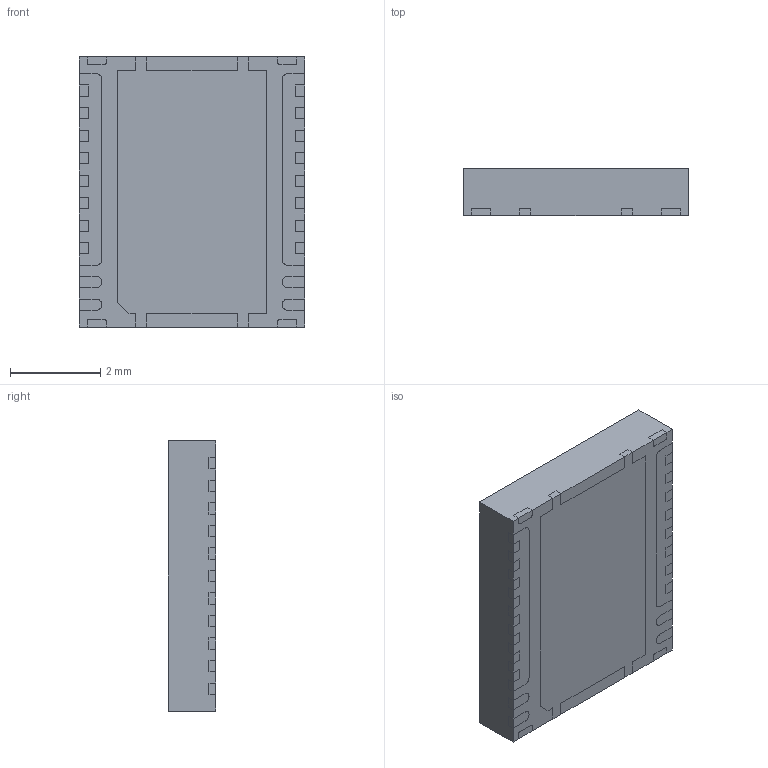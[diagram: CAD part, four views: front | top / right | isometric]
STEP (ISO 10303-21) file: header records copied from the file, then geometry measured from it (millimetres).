
FILE_DESCRIPTION (( 'STEP AP214' ), '1' );
FILE_NAME ('TI_Q5DC.step', '2020-12-07T12:10:43+00:00', 'Stefan Hamminga', '', '', '', '');
FILE_SCHEMA (( 'AUTOMOTIVE_DESIGN' ));
Length unit declared in the file: millimetre
Products named in the file (1): TI_Q5DC
Bounding box: 5 x 1.05 x 6 mm (x, y, z)
Volume: 31.5 mm3; surface area: 83.1 mm2
Topology: 1 solids, 1 shells, 67 faces, 281 edges, 217 vertices
Faces by surface type: plane 67
Entity records: 3272 total; most frequent: CARTESIAN_POINT 566, ORIENTED_EDGE 562, DIRECTION 433, EDGE_CURVE 281, VECTOR 265, LINE 265, VERTEX_POINT 217, AXIS2_PLACEMENT_3D 84
